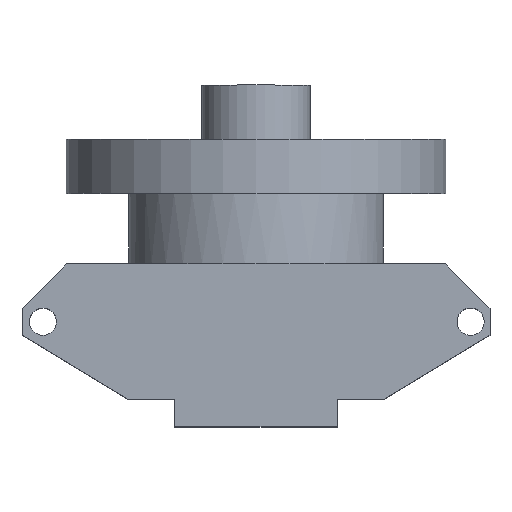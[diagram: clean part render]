
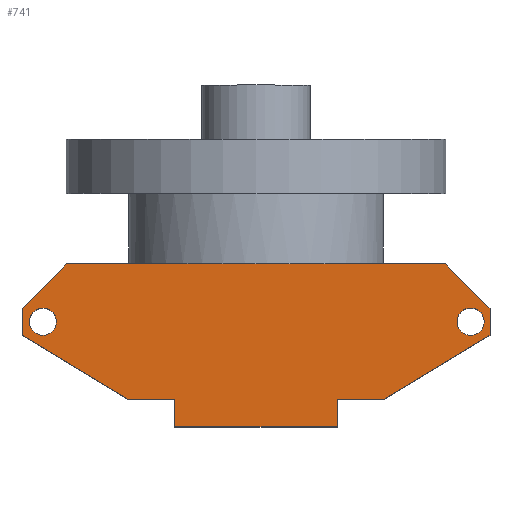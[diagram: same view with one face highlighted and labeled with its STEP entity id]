
A CAD part, top view. The second image highlights one B-rep face of the part: STEP entity #741.
In plain terms, the highlighted planar face has unit normal (0, 0, 1).
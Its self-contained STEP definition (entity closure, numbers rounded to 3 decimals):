
#17=FACE_BOUND('',#112,.T.);
#18=FACE_BOUND('',#113,.T.);
#39=CIRCLE('',#811,2.5);
#40=CIRCLE('',#812,2.5);
#68=FACE_OUTER_BOUND('',#111,.T.);
#111=EDGE_LOOP('',(#556,#557,#558,#559,#560,#561,#562,#563,#564,#565,#566,
#567,#568,#569));
#112=EDGE_LOOP('',(#570));
#113=EDGE_LOOP('',(#571));
#148=LINE('',#1064,#231);
#152=LINE('',#1072,#235);
#156=LINE('',#1080,#239);
#162=LINE('',#1091,#245);
#167=LINE('',#1100,#250);
#185=LINE('',#1164,#268);
#186=LINE('',#1167,#269);
#187=LINE('',#1169,#270);
#188=LINE('',#1171,#271);
#189=LINE('',#1172,#272);
#190=LINE('',#1174,#273);
#191=LINE('',#1176,#274);
#192=LINE('',#1178,#275);
#193=LINE('',#1179,#276);
#231=VECTOR('',#851,10.);
#235=VECTOR('',#857,10.);
#239=VECTOR('',#863,10.);
#245=VECTOR('',#873,10.);
#250=VECTOR('',#880,10.);
#268=VECTOR('',#942,10.);
#269=VECTOR('',#945,10.);
#270=VECTOR('',#946,10.);
#271=VECTOR('',#947,10.);
#272=VECTOR('',#948,10.);
#273=VECTOR('',#949,10.);
#274=VECTOR('',#950,10.);
#275=VECTOR('',#951,10.);
#276=VECTOR('',#952,10.);
#314=VERTEX_POINT('',#1061);
#315=VERTEX_POINT('',#1063);
#318=VERTEX_POINT('',#1071);
#320=VERTEX_POINT('',#1077);
#324=VERTEX_POINT('',#1090);
#327=VERTEX_POINT('',#1098);
#340=VERTEX_POINT('',#1135);
#341=VERTEX_POINT('',#1137);
#352=VERTEX_POINT('',#1166);
#353=VERTEX_POINT('',#1168);
#354=VERTEX_POINT('',#1170);
#355=VERTEX_POINT('',#1173);
#356=VERTEX_POINT('',#1175);
#357=VERTEX_POINT('',#1177);
#358=VERTEX_POINT('',#1180);
#359=VERTEX_POINT('',#1182);
#380=EDGE_CURVE('',#314,#315,#148,.T.);
#384=EDGE_CURVE('',#318,#315,#152,.T.);
#388=EDGE_CURVE('',#320,#314,#156,.T.);
#394=EDGE_CURVE('',#324,#318,#162,.T.);
#399=EDGE_CURVE('',#320,#327,#167,.T.);
#431=EDGE_CURVE('',#341,#340,#185,.T.);
#432=EDGE_CURVE('',#340,#352,#186,.T.);
#433=EDGE_CURVE('',#352,#353,#187,.T.);
#434=EDGE_CURVE('',#353,#354,#188,.T.);
#435=EDGE_CURVE('',#354,#324,#189,.T.);
#436=EDGE_CURVE('',#355,#327,#190,.T.);
#437=EDGE_CURVE('',#356,#355,#191,.T.);
#438=EDGE_CURVE('',#357,#356,#192,.T.);
#439=EDGE_CURVE('',#357,#341,#193,.T.);
#440=EDGE_CURVE('',#358,#358,#39,.T.);
#441=EDGE_CURVE('',#359,#359,#40,.T.);
#556=ORIENTED_EDGE('',*,*,#432,.T.);
#557=ORIENTED_EDGE('',*,*,#433,.T.);
#558=ORIENTED_EDGE('',*,*,#434,.T.);
#559=ORIENTED_EDGE('',*,*,#435,.T.);
#560=ORIENTED_EDGE('',*,*,#394,.T.);
#561=ORIENTED_EDGE('',*,*,#384,.T.);
#562=ORIENTED_EDGE('',*,*,#380,.F.);
#563=ORIENTED_EDGE('',*,*,#388,.F.);
#564=ORIENTED_EDGE('',*,*,#399,.T.);
#565=ORIENTED_EDGE('',*,*,#436,.F.);
#566=ORIENTED_EDGE('',*,*,#437,.F.);
#567=ORIENTED_EDGE('',*,*,#438,.F.);
#568=ORIENTED_EDGE('',*,*,#439,.T.);
#569=ORIENTED_EDGE('',*,*,#431,.T.);
#570=ORIENTED_EDGE('',*,*,#440,.T.);
#571=ORIENTED_EDGE('',*,*,#441,.T.);
#705=PLANE('',#810);
#741=ADVANCED_FACE('',(#68,#17,#18),#705,.T.);
#810=AXIS2_PLACEMENT_3D('',#1165,#943,#944);
#811=AXIS2_PLACEMENT_3D('',#1181,#953,#954);
#812=AXIS2_PLACEMENT_3D('',#1183,#955,#956);
#851=DIRECTION('',(-1.,0.,0.));
#857=DIRECTION('',(0.,-1.,0.));
#863=DIRECTION('',(0.,-1.,0.));
#873=DIRECTION('',(1.,0.,0.));
#880=DIRECTION('',(1.,0.,0.));
#942=DIRECTION('',(-1.,0.,0.));
#943=DIRECTION('center_axis',(0.,0.,1.));
#944=DIRECTION('ref_axis',(1.,0.,0.));
#945=DIRECTION('',(-1.,0.,0.));
#946=DIRECTION('',(-0.707,-0.707,0.));
#947=DIRECTION('',(0.,-1.,0.));
#948=DIRECTION('',(0.856,-0.517,0.));
#949=DIRECTION('',(-0.856,-0.517,0.));
#950=DIRECTION('',(0.,-1.,0.));
#951=DIRECTION('',(0.707,-0.707,0.));
#952=DIRECTION('',(-1.,0.,0.));
#953=DIRECTION('center_axis',(0.,0.,-1.));
#954=DIRECTION('ref_axis',(-1.,0.,0.));
#955=DIRECTION('center_axis',(0.,0.,-1.));
#956=DIRECTION('ref_axis',(-1.,0.,0.));
#1061=CARTESIAN_POINT('',(15.,-43.,13.5));
#1063=CARTESIAN_POINT('',(-15.009,-43.,13.5));
#1064=CARTESIAN_POINT('',(-15.009,-43.,13.5));
#1071=CARTESIAN_POINT('',(-15.009,-38.,13.5));
#1072=CARTESIAN_POINT('',(-15.009,-38.,13.5));
#1077=CARTESIAN_POINT('',(15.,-38.,13.5));
#1080=CARTESIAN_POINT('',(15.,-38.,13.5));
#1090=CARTESIAN_POINT('',(-23.5,-38.,13.5));
#1091=CARTESIAN_POINT('',(-23.5,-38.,13.5));
#1098=CARTESIAN_POINT('',(23.5,-38.,13.5));
#1100=CARTESIAN_POINT('',(-23.5,-38.,13.5));
#1135=CARTESIAN_POINT('',(-19.235,-13.,13.5));
#1137=CARTESIAN_POINT('',(19.235,-13.,13.5));
#1164=CARTESIAN_POINT('',(-17.5,-13.,13.5));
#1165=CARTESIAN_POINT('Origin',(0.,-25.5,13.5));
#1166=CARTESIAN_POINT('',(-35.,-13.,13.5));
#1167=CARTESIAN_POINT('',(0.,-13.,13.5));
#1168=CARTESIAN_POINT('',(-43.132,-21.132,13.5));
#1169=CARTESIAN_POINT('',(-35.,-13.,13.5));
#1170=CARTESIAN_POINT('',(-43.132,-26.132,13.5));
#1171=CARTESIAN_POINT('',(-43.132,-21.132,13.5));
#1172=CARTESIAN_POINT('',(-43.132,-26.132,13.5));
#1173=CARTESIAN_POINT('',(43.132,-26.132,13.5));
#1174=CARTESIAN_POINT('',(43.132,-26.132,13.5));
#1175=CARTESIAN_POINT('',(43.132,-21.132,13.5));
#1176=CARTESIAN_POINT('',(43.132,-21.132,13.5));
#1177=CARTESIAN_POINT('',(35.,-13.,13.5));
#1178=CARTESIAN_POINT('',(35.,-13.,13.5));
#1179=CARTESIAN_POINT('',(0.,-13.,13.5));
#1180=CARTESIAN_POINT('',(42.06,-23.632,13.5));
#1181=CARTESIAN_POINT('Origin',(39.56,-23.632,13.5));
#1182=CARTESIAN_POINT('',(-36.788,-23.632,13.5));
#1183=CARTESIAN_POINT('Origin',(-39.288,-23.632,13.5));
